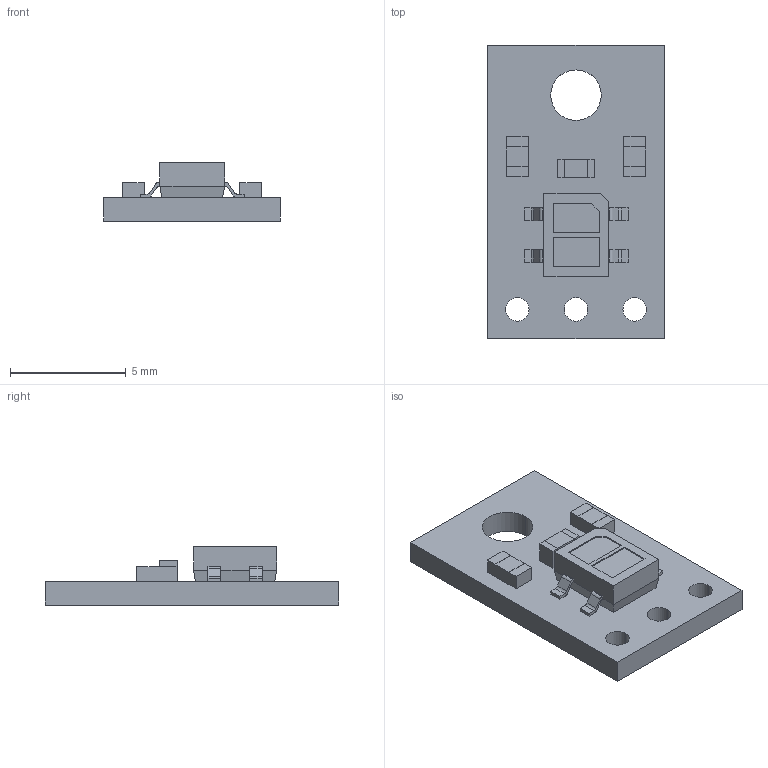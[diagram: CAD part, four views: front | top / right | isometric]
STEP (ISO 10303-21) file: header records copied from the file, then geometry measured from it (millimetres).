
FILE_DESCRIPTION (( 'STEP AP214' ), '1' );
FILE_NAME ('qtr-1rc-reflectance-sensor.step', '2017-05-03T20:43:15', ( '' ), ( '' ), 'SwSTEP 2.0', 'SolidWorks 2016', '' );
FILE_SCHEMA (( 'AUTOMOTIVE_DESIGN' ));
Length unit declared in the file: millimetre
Products named in the file (1): qtr-1rc-reflectance-sensor
Bounding box: 7.62 x 12.7 x 2.52 mm (x, y, z)
Volume: 110 mm3; surface area: 277.2 mm2
Topology: 1 solids, 1 shells, 458 faces, 1235 edges, 819 vertices
Faces by surface type: plane 283, bspline 149, cylinder 26
Entity records: 24307 total; most frequent: CARTESIAN_POINT 8684, ORIENTED_EDGE 2470, DIRECTION 1603, EDGE_CURVE 1235, VECTOR 879, LINE 879, VERTEX_POINT 819, EDGE_LOOP 514
